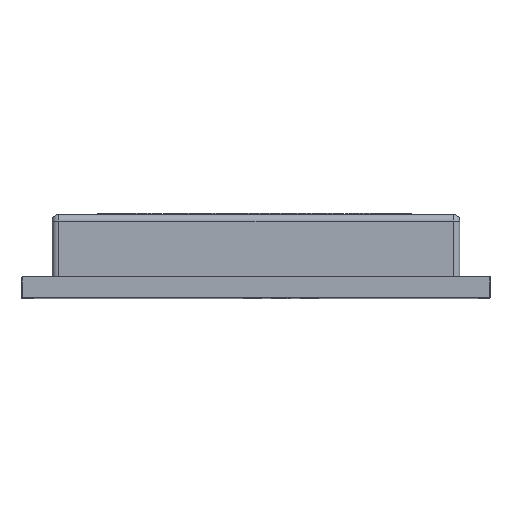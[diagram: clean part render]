
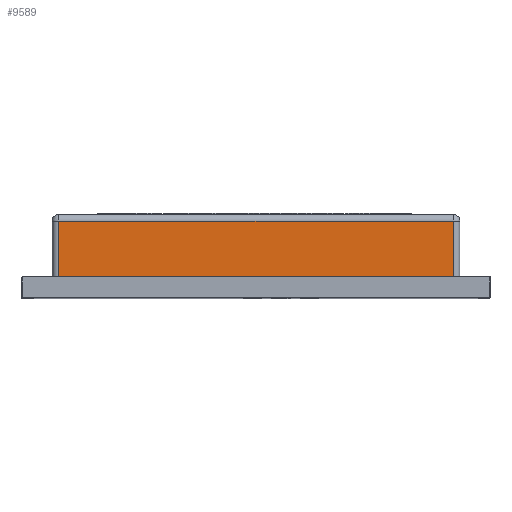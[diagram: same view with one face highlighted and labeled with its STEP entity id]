
A CAD part, top view. The second image highlights one B-rep face of the part: STEP entity #9589.
In plain terms, the highlighted planar face has unit normal (0, 0, 1).
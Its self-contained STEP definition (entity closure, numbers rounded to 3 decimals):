
#3190 = VECTOR ( 'NONE', #10925, 1000. ) ;
#3543 = VECTOR ( 'NONE', #9979, 1000. ) ;
#4756 = CARTESIAN_POINT ( 'NONE',  ( 1.15, 3.2, -0.71 ) ) ;
#4829 = VERTEX_POINT ( 'NONE', #23755 ) ;
#7002 = CARTESIAN_POINT ( 'NONE',  ( 1.15, 2.95, -0.71 ) ) ;
#7260 = CARTESIAN_POINT ( 'NONE',  ( 16.6, 3.2, -0.71 ) ) ;
#9589 = ADVANCED_FACE ( 'NONE', ( #10420 ), #33865, .F. ) ;
#9869 = DIRECTION ( 'NONE',  ( 0., -1., 0. ) ) ;
#9979 = DIRECTION ( 'NONE',  ( -1., 0., 0. ) ) ;
#10044 = AXIS2_PLACEMENT_3D ( 'NONE', #4756, #22277, #10629 ) ;
#10420 = FACE_OUTER_BOUND ( 'NONE', #10896, .T. ) ;
#10629 = DIRECTION ( 'NONE',  ( -1., 0., 0. ) ) ;
#10896 = EDGE_LOOP ( 'NONE', ( #19439, #20572, #27254, #16326 ) ) ;
#10925 = DIRECTION ( 'NONE',  ( 1., 0., 0. ) ) ;
#13378 = LINE ( 'NONE', #30404, #21113 ) ;
#16054 = VECTOR ( 'NONE', #31127, 1000. ) ;
#16326 = ORIENTED_EDGE ( 'NONE', *, *, #19583, .T. ) ;
#16866 = EDGE_CURVE ( 'NONE', #29222, #23749, #33604, .T. ) ;
#19026 = VERTEX_POINT ( 'NONE', #20594 ) ;
#19439 = ORIENTED_EDGE ( 'NONE', *, *, #36938, .T. ) ;
#19583 = EDGE_CURVE ( 'NONE', #23749, #4829, #13378, .T. ) ;
#20572 = ORIENTED_EDGE ( 'NONE', *, *, #34858, .T. ) ;
#20594 = CARTESIAN_POINT ( 'NONE',  ( 16.6, 0.8, -0.71 ) ) ;
#21113 = VECTOR ( 'NONE', #9869, 1000. ) ;
#22068 = LINE ( 'NONE', #7260, #16054 ) ;
#22184 = CARTESIAN_POINT ( 'NONE',  ( 1.15, 0.8, -0.71 ) ) ;
#22277 = DIRECTION ( 'NONE',  ( 0., 0., -1. ) ) ;
#23749 = VERTEX_POINT ( 'NONE', #31924 ) ;
#23755 = CARTESIAN_POINT ( 'NONE',  ( 1.4, 0.8, -0.71 ) ) ;
#27254 = ORIENTED_EDGE ( 'NONE', *, *, #16866, .T. ) ;
#29222 = VERTEX_POINT ( 'NONE', #35260 ) ;
#30404 = CARTESIAN_POINT ( 'NONE',  ( 1.4, 3.2, -0.71 ) ) ;
#31127 = DIRECTION ( 'NONE',  ( 0., 1., 0. ) ) ;
#31924 = CARTESIAN_POINT ( 'NONE',  ( 1.4, 2.95, -0.71 ) ) ;
#33604 = LINE ( 'NONE', #7002, #3543 ) ;
#33865 = PLANE ( 'NONE',  #10044 ) ;
#34858 = EDGE_CURVE ( 'NONE', #19026, #29222, #22068, .T. ) ;
#35260 = CARTESIAN_POINT ( 'NONE',  ( 16.6, 2.95, -0.71 ) ) ;
#36938 = EDGE_CURVE ( 'NONE', #4829, #19026, #37067, .T. ) ;
#37067 = LINE ( 'NONE', #22184, #3190 ) ;
